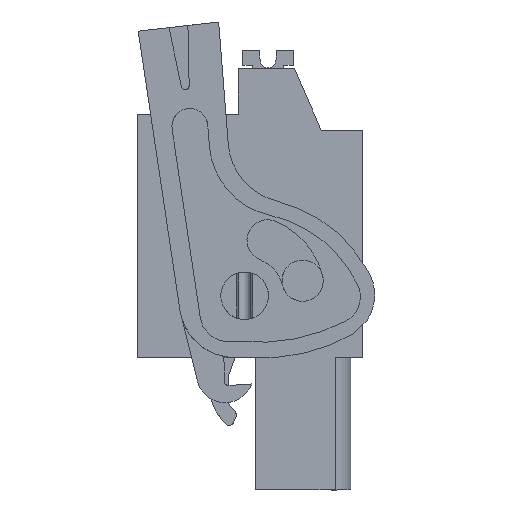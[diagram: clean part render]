
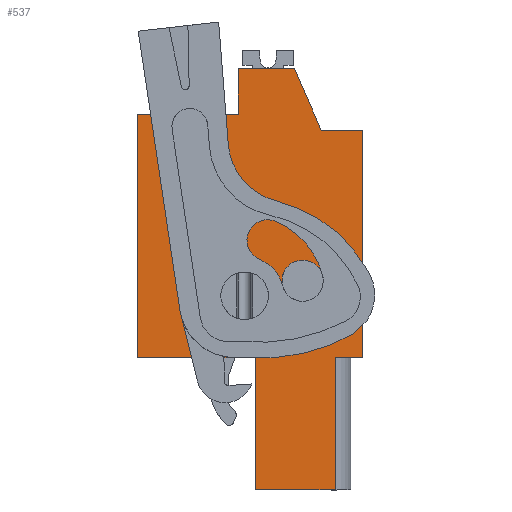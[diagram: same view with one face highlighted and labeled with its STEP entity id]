
A CAD part, left-side view. The second image highlights one B-rep face of the part: STEP entity #537.
In plain terms, the highlighted planar face has unit normal (-1, 0, 0).
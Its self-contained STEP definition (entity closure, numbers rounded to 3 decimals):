
#417=AXIS2_PLACEMENT_3D('Plane Axis2P3D',#414,#415,#416) ;
#503=AXIS2_PLACEMENT_3D('Circle Axis2P3D',#501,#502,$) ;
#512=AXIS2_PLACEMENT_3D('Circle Axis2P3D',#510,#511,$) ;
#521=AXIS2_PLACEMENT_3D('Circle Axis2P3D',#519,#520,$) ;
#530=AXIS2_PLACEMENT_3D('Circle Axis2P3D',#528,#529,$) ;
#42=CARTESIAN_POINT('Vertex',(4.85,8.618,26.59)) ;
#45=CARTESIAN_POINT('Line Origine',(4.85,6.843,26.59)) ;
#49=CARTESIAN_POINT('Vertex',(4.85,5.068,26.59)) ;
#334=CARTESIAN_POINT('Vertex',(4.85,8.618,23.69)) ;
#337=CARTESIAN_POINT('Line Origine',(4.85,8.618,25.14)) ;
#414=CARTESIAN_POINT('Axis2P3D Location',(4.85,7.568,8.35)) ;
#419=CARTESIAN_POINT('Line Origine',(4.85,2.493,4.175)) ;
#423=CARTESIAN_POINT('Vertex',(4.85,2.493,8.35)) ;
#425=CARTESIAN_POINT('Vertex',(4.85,2.493,0.)) ;
#428=CARTESIAN_POINT('Line Origine',(4.85,1.63,8.35)) ;
#432=CARTESIAN_POINT('Vertex',(4.85,0.768,8.35)) ;
#435=CARTESIAN_POINT('Line Origine',(4.85,0.768,15.52)) ;
#439=CARTESIAN_POINT('Vertex',(4.85,0.768,22.69)) ;
#442=CARTESIAN_POINT('Line Origine',(4.85,2.068,22.69)) ;
#446=CARTESIAN_POINT('Vertex',(4.85,3.368,22.69)) ;
#449=CARTESIAN_POINT('Line Origine',(4.85,4.218,24.64)) ;
#454=CARTESIAN_POINT('Line Origine',(4.85,11.793,23.69)) ;
#458=CARTESIAN_POINT('Vertex',(4.85,14.968,23.69)) ;
#461=CARTESIAN_POINT('Line Origine',(4.85,14.968,16.02)) ;
#465=CARTESIAN_POINT('Vertex',(4.85,14.968,8.35)) ;
#468=CARTESIAN_POINT('Line Origine',(4.85,11.253,8.35)) ;
#472=CARTESIAN_POINT('Vertex',(4.85,7.539,8.35)) ;
#475=CARTESIAN_POINT('Line Origine',(4.85,7.539,4.175)) ;
#479=CARTESIAN_POINT('Vertex',(4.85,7.539,0.)) ;
#482=CARTESIAN_POINT('Line Origine',(4.85,5.016,0.)) ;
#501=CARTESIAN_POINT('Axis2P3D Location',(4.85,8.204,12.25)) ;
#505=CARTESIAN_POINT('Vertex',(4.85,8.204,10.75)) ;
#507=CARTESIAN_POINT('Vertex',(4.85,8.204,13.75)) ;
#510=CARTESIAN_POINT('Axis2P3D Location',(4.85,8.204,12.25)) ;
#519=CARTESIAN_POINT('Axis2P3D Location',(4.85,4.544,13.2)) ;
#523=CARTESIAN_POINT('Vertex',(4.85,4.544,14.5)) ;
#525=CARTESIAN_POINT('Vertex',(4.85,4.544,11.9)) ;
#528=CARTESIAN_POINT('Axis2P3D Location',(4.85,4.544,13.2)) ;
#46=DIRECTION('Vector Direction',(0.,1.,0.)) ;
#338=DIRECTION('Vector Direction',(0.,0.,-1.)) ;
#415=DIRECTION('Axis2P3D Direction',(1.,0.,0.)) ;
#416=DIRECTION('Axis2P3D XDirection',(0.,1.,0.)) ;
#420=DIRECTION('Vector Direction',(0.,0.,-1.)) ;
#429=DIRECTION('Vector Direction',(0.,-1.,0.)) ;
#436=DIRECTION('Vector Direction',(0.,0.,-1.)) ;
#443=DIRECTION('Vector Direction',(0.,1.,0.)) ;
#450=DIRECTION('Vector Direction',(0.,0.4,0.917)) ;
#455=DIRECTION('Vector Direction',(0.,1.,0.)) ;
#462=DIRECTION('Vector Direction',(0.,0.,1.)) ;
#469=DIRECTION('Vector Direction',(0.,1.,0.)) ;
#476=DIRECTION('Vector Direction',(0.,0.,-1.)) ;
#483=DIRECTION('Vector Direction',(0.,1.,0.)) ;
#502=DIRECTION('Axis2P3D Direction',(1.,0.,0.)) ;
#511=DIRECTION('Axis2P3D Direction',(1.,0.,0.)) ;
#520=DIRECTION('Axis2P3D Direction',(1.,0.,0.)) ;
#529=DIRECTION('Axis2P3D Direction',(1.,0.,0.)) ;
#47=VECTOR('Line Direction',#46,1.) ;
#339=VECTOR('Line Direction',#338,1.) ;
#421=VECTOR('Line Direction',#420,1.) ;
#430=VECTOR('Line Direction',#429,1.) ;
#437=VECTOR('Line Direction',#436,1.) ;
#444=VECTOR('Line Direction',#443,1.) ;
#451=VECTOR('Line Direction',#450,1.) ;
#456=VECTOR('Line Direction',#455,1.) ;
#463=VECTOR('Line Direction',#462,1.) ;
#470=VECTOR('Line Direction',#469,1.) ;
#477=VECTOR('Line Direction',#476,1.) ;
#484=VECTOR('Line Direction',#483,1.) ;
#488=ORIENTED_EDGE('',*,*,#427,.F.) ;
#489=ORIENTED_EDGE('',*,*,#434,.F.) ;
#490=ORIENTED_EDGE('',*,*,#441,.F.) ;
#491=ORIENTED_EDGE('',*,*,#448,.T.) ;
#492=ORIENTED_EDGE('',*,*,#453,.T.) ;
#493=ORIENTED_EDGE('',*,*,#51,.T.) ;
#494=ORIENTED_EDGE('',*,*,#341,.T.) ;
#495=ORIENTED_EDGE('',*,*,#460,.T.) ;
#496=ORIENTED_EDGE('',*,*,#467,.F.) ;
#497=ORIENTED_EDGE('',*,*,#474,.F.) ;
#498=ORIENTED_EDGE('',*,*,#481,.T.) ;
#499=ORIENTED_EDGE('',*,*,#486,.F.) ;
#516=ORIENTED_EDGE('',*,*,#509,.T.) ;
#517=ORIENTED_EDGE('',*,*,#514,.T.) ;
#534=ORIENTED_EDGE('',*,*,#527,.T.) ;
#535=ORIENTED_EDGE('',*,*,#532,.T.) ;
#518=FACE_BOUND('',#515,.T.) ;
#536=FACE_BOUND('',#533,.T.) ;
#537=ADVANCED_FACE('HOUSING',(#500,#518,#536),#418,.F.) ;
#504=CIRCLE('generated circle',#503,1.5) ;
#513=CIRCLE('generated circle',#512,1.5) ;
#522=CIRCLE('generated circle',#521,1.3) ;
#531=CIRCLE('generated circle',#530,1.3) ;
#51=EDGE_CURVE('',#50,#43,#48,.T.) ;
#341=EDGE_CURVE('',#43,#335,#340,.T.) ;
#427=EDGE_CURVE('',#424,#426,#422,.T.) ;
#434=EDGE_CURVE('',#433,#424,#431,.F.) ;
#441=EDGE_CURVE('',#440,#433,#438,.T.) ;
#448=EDGE_CURVE('',#440,#447,#445,.T.) ;
#453=EDGE_CURVE('',#447,#50,#452,.T.) ;
#460=EDGE_CURVE('',#335,#459,#457,.T.) ;
#467=EDGE_CURVE('',#466,#459,#464,.T.) ;
#474=EDGE_CURVE('',#473,#466,#471,.T.) ;
#481=EDGE_CURVE('',#473,#480,#478,.T.) ;
#486=EDGE_CURVE('',#426,#480,#485,.T.) ;
#509=EDGE_CURVE('',#506,#508,#504,.T.) ;
#514=EDGE_CURVE('',#508,#506,#513,.T.) ;
#527=EDGE_CURVE('',#524,#526,#522,.T.) ;
#532=EDGE_CURVE('',#526,#524,#531,.T.) ;
#487=EDGE_LOOP('',(#488,#489,#490,#491,#492,#493,#494,#495,#496,#497,#498,#499)) ;
#515=EDGE_LOOP('',(#516,#517)) ;
#533=EDGE_LOOP('',(#534,#535)) ;
#500=FACE_OUTER_BOUND('',#487,.T.) ;
#48=LINE('Line',#45,#47) ;
#340=LINE('Line',#337,#339) ;
#422=LINE('Line',#419,#421) ;
#431=LINE('Line',#428,#430) ;
#438=LINE('Line',#435,#437) ;
#445=LINE('Line',#442,#444) ;
#452=LINE('Line',#449,#451) ;
#457=LINE('Line',#454,#456) ;
#464=LINE('Line',#461,#463) ;
#471=LINE('Line',#468,#470) ;
#478=LINE('Line',#475,#477) ;
#485=LINE('Line',#482,#484) ;
#418=PLANE('',#417) ;
#43=VERTEX_POINT('',#42) ;
#50=VERTEX_POINT('',#49) ;
#335=VERTEX_POINT('',#334) ;
#424=VERTEX_POINT('',#423) ;
#426=VERTEX_POINT('',#425) ;
#433=VERTEX_POINT('',#432) ;
#440=VERTEX_POINT('',#439) ;
#447=VERTEX_POINT('',#446) ;
#459=VERTEX_POINT('',#458) ;
#466=VERTEX_POINT('',#465) ;
#473=VERTEX_POINT('',#472) ;
#480=VERTEX_POINT('',#479) ;
#506=VERTEX_POINT('',#505) ;
#508=VERTEX_POINT('',#507) ;
#524=VERTEX_POINT('',#523) ;
#526=VERTEX_POINT('',#525) ;
